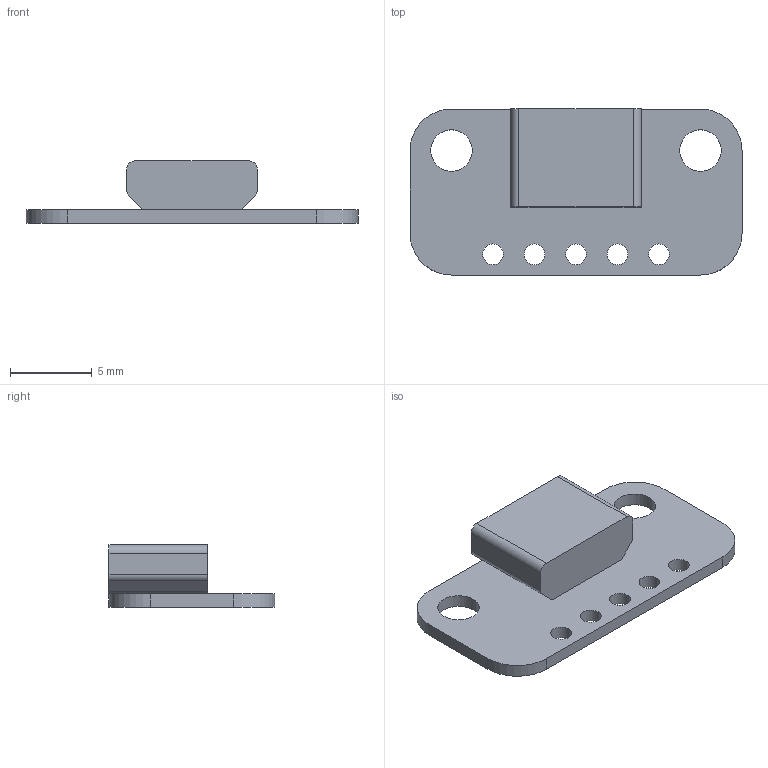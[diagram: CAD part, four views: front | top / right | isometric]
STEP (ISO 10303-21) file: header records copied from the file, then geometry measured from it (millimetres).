
FILE_DESCRIPTION(/* description */ (''),/* implementation_level */ '2;1');
FILE_NAME(/* name */ '1833 micro USB Breakout.step',/* time_stamp */ '2018-07-07T12:55:34-04:00',/* author */ ('Adafruit'),/* organization */ (''),/* preprocessor_version */ 'ST-DEVELOPER v17',/* originating_system */ 'Autodesk Translation Framework v7.1.0.215',/* authorisation */ '');
FILE_SCHEMA (('AUTOMOTIVE_DESIGN { 1 0 10303 214 3 1 1 }'));
Length unit declared in the file: millimetre
Products named in the file (1): micro USB Breakout
Bounding box: 20.32 x 10.16 x 3.8 mm (x, y, z)
Volume: 199.4 mm3; surface area: 710.2 mm2
Topology: 2 solids, 2 shells, 44 faces, 117 edges, 78 vertices
Faces by surface type: cylinder 23, plane 21
Full cylindrical faces by diameter (mm): 1.27 x5, 2.54 x2
Entity records: 1447 total; most frequent: DIRECTION 253, CARTESIAN_POINT 240, ORIENTED_EDGE 234, EDGE_CURVE 117, AXIS2_PLACEMENT_3D 91, VERTEX_POINT 78, LINE 71, VECTOR 71
